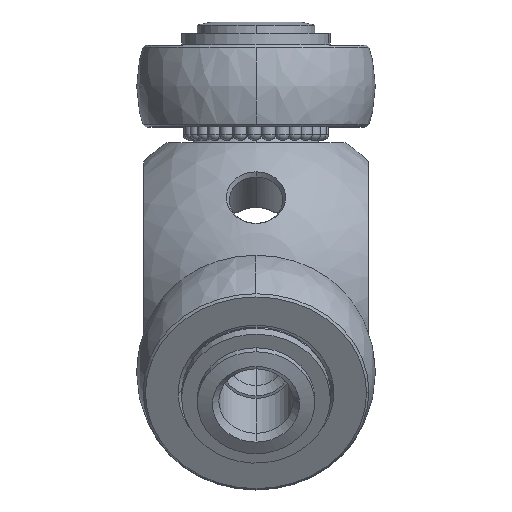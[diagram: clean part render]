
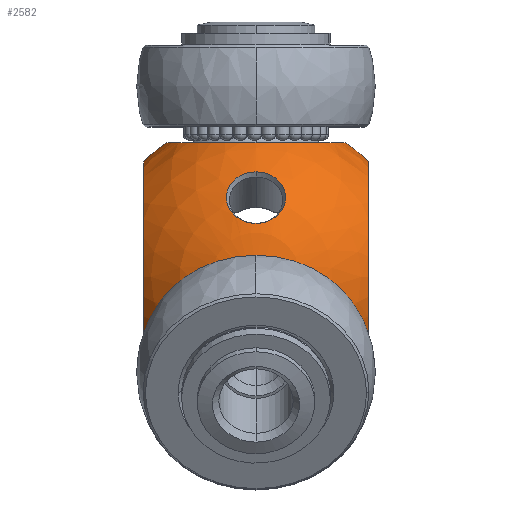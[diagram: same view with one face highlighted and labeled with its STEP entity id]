
A CAD part, top view. The second image highlights one B-rep face of the part: STEP entity #2582.
In plain terms, the highlighted spherical face has radius 17.224 mm.
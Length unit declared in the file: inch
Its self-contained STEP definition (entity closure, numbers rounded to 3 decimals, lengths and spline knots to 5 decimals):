
#547 = VERTEX_POINT ( 'NONE', #5245 ) ;
#549 = VERTEX_POINT ( 'NONE', #2738 ) ;
#550 = VERTEX_POINT ( 'NONE', #2739 ) ;
#551 = VERTEX_POINT ( 'NONE', #2740 ) ;
#552 = VERTEX_POINT ( 'NONE', #2741 ) ;
#553 = VERTEX_POINT ( 'NONE', #2742 ) ;
#554 = VERTEX_POINT ( 'NONE', #2743 ) ;
#667 = ORIENTED_EDGE ( 'NONE', *, *, #8153, .F. ) ;
#668 = ORIENTED_EDGE ( 'NONE', *, *, #6340, .T. ) ;
#669 = ORIENTED_EDGE ( 'NONE', *, *, #8160, .T. ) ;
#670 = ORIENTED_EDGE ( 'NONE', *, *, #6549, .F. ) ;
#671 = ORIENTED_EDGE ( 'NONE', *, *, #8158, .T. ) ;
#672 = ORIENTED_EDGE ( 'NONE', *, *, #3943, .F. ) ;
#673 = ORIENTED_EDGE ( 'NONE', *, *, #6585, .F. ) ;
#674 = ORIENTED_EDGE ( 'NONE', *, *, #8155, .F. ) ;
#675 = ORIENTED_EDGE ( 'NONE', *, *, #6330, .F. ) ;
#676 = ORIENTED_EDGE ( 'NONE', *, *, #6341, .T. ) ;
#677 = ORIENTED_EDGE ( 'NONE', *, *, #6342, .T. ) ;
#678 = ORIENTED_EDGE ( 'NONE', *, *, #6583, .F. ) ;
#679 = ORIENTED_EDGE ( 'NONE', *, *, #7971, .F. ) ;
#1078 = CARTESIAN_POINT ( 'NONE',  ( 0.4725, 0., 0. ) ) ;
#1079 = DIRECTION ( 'NONE',  ( 1., 0., 0. ) ) ;
#1080 = DIRECTION ( 'NONE',  ( 0., 1., 0. ) ) ;
#1109 = CARTESIAN_POINT ( 'NONE',  ( 0., 0.565, 0. ) ) ;
#1110 = DIRECTION ( 'NONE',  ( 0., -1., 0. ) ) ;
#1111 = DIRECTION ( 'NONE',  ( 0., 0., -1. ) ) ;
#1112 = CARTESIAN_POINT ( 'NONE',  ( 0., -0.2825, 0.4893 ) ) ;
#1113 = DIRECTION ( 'NONE',  ( 0., 0.5, -0.866 ) ) ;
#1114 = DIRECTION ( 'NONE',  ( 0., 0.866, 0.5 ) ) ;
#1115 = CARTESIAN_POINT ( 'NONE',  ( 0., -0.2825, 0.4893 ) ) ;
#1116 = DIRECTION ( 'NONE',  ( 0., 0.5, -0.866 ) ) ;
#1117 = DIRECTION ( 'NONE',  ( 0., 0.866, 0.5 ) ) ;
#1226 = VERTEX_POINT ( 'NONE', #2767 ) ;
#1227 = VERTEX_POINT ( 'NONE', #2768 ) ;
#1271 = CARTESIAN_POINT ( 'NONE',  ( -0.4725, 0., 0. ) ) ;
#1272 = DIRECTION ( 'NONE',  ( -1., 0., 0. ) ) ;
#1273 = DIRECTION ( 'NONE',  ( 0., -1., 0. ) ) ;
#1353 = CARTESIAN_POINT ( 'NONE',  ( 0., 0.33325, 0.57721 ) ) ;
#1354 = DIRECTION ( 'NONE',  ( 0., 0.5, 0.866 ) ) ;
#1355 = DIRECTION ( 'NONE',  ( 0., 0.866, -0.5 ) ) ;
#1359 = CARTESIAN_POINT ( 'NONE',  ( 0., -0.6665, 0. ) ) ;
#1360 = DIRECTION ( 'NONE',  ( 0., -1., 0. ) ) ;
#1361 = DIRECTION ( 'NONE',  ( 0., 0., 1. ) ) ;
#1972 = VERTEX_POINT ( 'NONE', #2773 ) ;
#2582 = ADVANCED_FACE ( 'NONE', ( #5090, #5094, #5088 ), #5084, .T. ) ;
#2669 = AXIS2_PLACEMENT_3D ( 'NONE', #4822, #4821, #4819 ) ;
#2738 = CARTESIAN_POINT ( 'NONE',  ( -0.125, -0.6665, 0. ) ) ;
#2739 = CARTESIAN_POINT ( 'NONE',  ( 0.375, 0.565, 0. ) ) ;
#2740 = CARTESIAN_POINT ( 'NONE',  ( 0.4725, -0.48641, 0. ) ) ;
#2741 = CARTESIAN_POINT ( 'NONE',  ( 0.4725, 0.48641, 0. ) ) ;
#2742 = CARTESIAN_POINT ( 'NONE',  ( -0.4725, -0.48641, 0. ) ) ;
#2743 = CARTESIAN_POINT ( 'NONE',  ( 0.125, -0.6665, 0. ) ) ;
#2767 = CARTESIAN_POINT ( 'NONE',  ( 0., 0.4415, 0.51471 ) ) ;
#2768 = CARTESIAN_POINT ( 'NONE',  ( 0., -0.6665, 0.125 ) ) ;
#2773 = CARTESIAN_POINT ( 'NONE',  ( 0., 0.225, 0.63971 ) ) ;
#2859 = VERTEX_POINT ( 'NONE', #4834 ) ;
#3723 = CIRCLE ( 'NONE', #9469, 0.125 ) ;
#3943 = EDGE_CURVE ( 'NONE', #1227, #549, #5952, .T. ) ;
#4756 = VERTEX_POINT ( 'NONE', #10201 ) ;
#4758 = VERTEX_POINT ( 'NONE', #10203 ) ;
#4819 = DIRECTION ( 'NONE',  ( -1., 0., 0. ) ) ;
#4821 = DIRECTION ( 'NONE',  ( 0., 0., -1. ) ) ;
#4822 = CARTESIAN_POINT ( 'NONE',  ( 0., 0., 0. ) ) ;
#4834 = CARTESIAN_POINT ( 'NONE',  ( -0.4725, 0.48641, 0. ) ) ;
#5084 = SPHERICAL_SURFACE ( 'NONE', #2669, 0.67812 ) ;
#5088 = FACE_BOUND ( 'NONE', #8041, .T. ) ;
#5090 = FACE_OUTER_BOUND ( 'NONE', #8042, .T. ) ;
#5094 = FACE_BOUND ( 'NONE', #8040, .T. ) ;
#5245 = CARTESIAN_POINT ( 'NONE',  ( -0.375, 0.565, 0. ) ) ;
#5261 = CIRCLE ( 'NONE', #10900, 0.125 ) ;
#5267 = CIRCLE ( 'NONE', #10904, 0.125 ) ;
#5750 = CARTESIAN_POINT ( 'NONE',  ( 0., 0.33325, 0.57721 ) ) ;
#5751 = DIRECTION ( 'NONE',  ( 0., 0.5, 0.866 ) ) ;
#5752 = DIRECTION ( 'NONE',  ( 0., 0.866, -0.5 ) ) ;
#5952 = CIRCLE ( 'NONE', #11338, 0.125 ) ;
#6112 = CIRCLE ( 'NONE', #11400, 0.48641 ) ;
#6118 = CIRCLE ( 'NONE', #10826, 0.375 ) ;
#6119 = CIRCLE ( 'NONE', #10829, 0.375 ) ;
#6120 = CIRCLE ( 'NONE', #10831, 0.375 ) ;
#6146 = CIRCLE ( 'NONE', #10874, 0.48641 ) ;
#6330 = EDGE_CURVE ( 'NONE', #552, #551, #6112, .T. ) ;
#6340 = EDGE_CURVE ( 'NONE', #550, #547, #6118, .T. ) ;
#6341 = EDGE_CURVE ( 'NONE', #4756, #4758, #6119, .T. ) ;
#6342 = EDGE_CURVE ( 'NONE', #4758, #4756, #6120, .T. ) ;
#6549 = EDGE_CURVE ( 'NONE', #553, #2859, #6146, .T. ) ;
#6583 = EDGE_CURVE ( 'NONE', #1972, #1226, #5261, .T. ) ;
#6585 = EDGE_CURVE ( 'NONE', #554, #1227, #5267, .T. ) ;
#6945 = AXIS2_PLACEMENT_3D ( 'NONE', #8252, #8253, #8254 ) ;
#6978 = AXIS2_PLACEMENT_3D ( 'NONE', #11211, #11212, #11213 ) ;
#7023 = AXIS2_PLACEMENT_3D ( 'NONE', #11202, #11203, #11204 ) ;
#7053 = AXIS2_PLACEMENT_3D ( 'NONE', #11196, #11197, #11198 ) ;
#7971 = EDGE_CURVE ( 'NONE', #1226, #1972, #3723, .T. ) ;
#8040 = EDGE_LOOP ( 'NONE', ( #676, #677 ) ) ;
#8041 = EDGE_LOOP ( 'NONE', ( #678, #679 ) ) ;
#8042 = EDGE_LOOP ( 'NONE', ( #667, #668, #669, #670, #671, #672, #673, #674, #675 ) ) ;
#8153 = EDGE_CURVE ( 'NONE', #550, #552, #10767, .T. ) ;
#8155 = EDGE_CURVE ( 'NONE', #551, #554, #10768, .T. ) ;
#8158 = EDGE_CURVE ( 'NONE', #553, #549, #10771, .T. ) ;
#8160 = EDGE_CURVE ( 'NONE', #547, #2859, #10773, .T. ) ;
#8252 = CARTESIAN_POINT ( 'NONE',  ( 0., 0., 0. ) ) ;
#8253 = DIRECTION ( 'NONE',  ( 0., 0., 1. ) ) ;
#8254 = DIRECTION ( 'NONE',  ( 1., 0., 0. ) ) ;
#8812 = CARTESIAN_POINT ( 'NONE',  ( 0., -0.6665, 0. ) ) ;
#8814 = DIRECTION ( 'NONE',  ( 0., -1., 0. ) ) ;
#8816 = DIRECTION ( 'NONE',  ( 0., 0., 1. ) ) ;
#9469 = AXIS2_PLACEMENT_3D ( 'NONE', #5750, #5751, #5752 ) ;
#10201 = CARTESIAN_POINT ( 'NONE',  ( 0., 0.04226, 0.6768 ) ) ;
#10203 = CARTESIAN_POINT ( 'NONE',  ( 0., -0.60726, 0.3018 ) ) ;
#10767 = CIRCLE ( 'NONE', #7053, 0.67812 ) ;
#10768 = CIRCLE ( 'NONE', #7023, 0.67812 ) ;
#10771 = CIRCLE ( 'NONE', #6978, 0.67812 ) ;
#10773 = CIRCLE ( 'NONE', #6945, 0.67812 ) ;
#10826 = AXIS2_PLACEMENT_3D ( 'NONE', #1109, #1110, #1111 ) ;
#10829 = AXIS2_PLACEMENT_3D ( 'NONE', #1112, #1113, #1114 ) ;
#10831 = AXIS2_PLACEMENT_3D ( 'NONE', #1115, #1116, #1117 ) ;
#10874 = AXIS2_PLACEMENT_3D ( 'NONE', #1271, #1272, #1273 ) ;
#10900 = AXIS2_PLACEMENT_3D ( 'NONE', #1353, #1354, #1355 ) ;
#10904 = AXIS2_PLACEMENT_3D ( 'NONE', #1359, #1360, #1361 ) ;
#11196 = CARTESIAN_POINT ( 'NONE',  ( 0., 0., 0. ) ) ;
#11197 = DIRECTION ( 'NONE',  ( 0., 0., -1. ) ) ;
#11198 = DIRECTION ( 'NONE',  ( -1., 0., 0. ) ) ;
#11202 = CARTESIAN_POINT ( 'NONE',  ( 0., 0., 0. ) ) ;
#11203 = DIRECTION ( 'NONE',  ( 0., 0., -1. ) ) ;
#11204 = DIRECTION ( 'NONE',  ( -1., 0., 0. ) ) ;
#11211 = CARTESIAN_POINT ( 'NONE',  ( 0., 0., 0. ) ) ;
#11212 = DIRECTION ( 'NONE',  ( 0., 0., 1. ) ) ;
#11213 = DIRECTION ( 'NONE',  ( 1., 0., 0. ) ) ;
#11338 = AXIS2_PLACEMENT_3D ( 'NONE', #8812, #8814, #8816 ) ;
#11400 = AXIS2_PLACEMENT_3D ( 'NONE', #1078, #1079, #1080 ) ;
